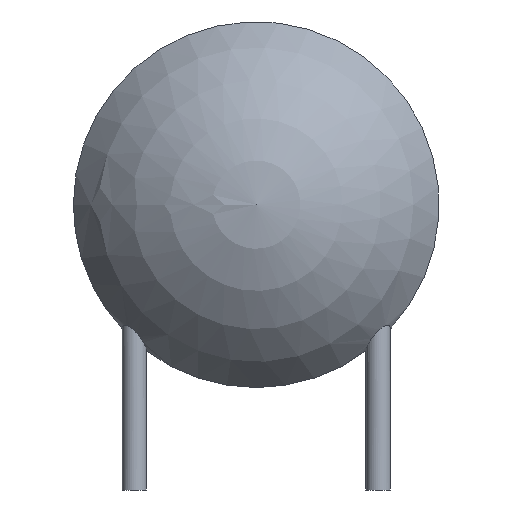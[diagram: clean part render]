
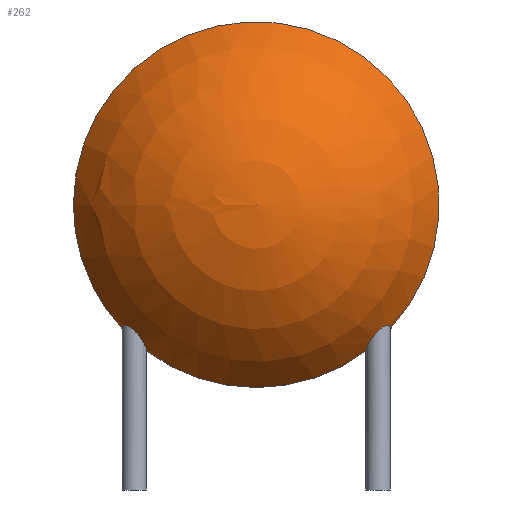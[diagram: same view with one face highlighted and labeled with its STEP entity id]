
A CAD part, front view. The second image highlights one B-rep face of the part: STEP entity #262.
In plain terms, the highlighted spherical face has radius 4.296 mm.
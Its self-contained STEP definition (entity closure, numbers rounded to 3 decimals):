
#59 = VERTEX_POINT('',#60);
#60 = CARTESIAN_POINT('',(2.25,0.,0.85));
#79 = EDGE_CURVE('',#59,#80,#82,.T.);
#80 = VERTEX_POINT('',#81);
#81 = CARTESIAN_POINT('',(2.75,0.,1.3));
#82 = B_SPLINE_CURVE_WITH_KNOTS('',7,(#83,#84,#85,#86,#87,#88,#89,#90,
#91,#92,#93,#94,#95,#96,#97,#98,#99,#100,#101,#102,#103,#104,#105,
#106,#107,#108,#109,#110,#111,#112,#113,#114,#115,#116,#117,#118,
#119,#120,#121,#122,#123,#124,#125,#126),.UNSPECIFIED.,.F.,.F.,(8,6,
6,6,6,6,6,8),(0.,0.187,0.366,0.507,
0.64,0.801,0.901,1.),.UNSPECIFIED.);
#83 = CARTESIAN_POINT('',(2.25,0.,0.85));
#84 = CARTESIAN_POINT('',(2.25,-0.017,0.862));
#85 = CARTESIAN_POINT('',(2.251,-0.034,
0.875));
#86 = CARTESIAN_POINT('',(2.254,-0.051,
0.889));
#87 = CARTESIAN_POINT('',(2.258,-0.067,
0.904));
#88 = CARTESIAN_POINT('',(2.263,-0.083,
0.92));
#89 = CARTESIAN_POINT('',(2.27,-0.098,
0.936));
#90 = CARTESIAN_POINT('',(2.284,-0.127,0.97)
);
#91 = CARTESIAN_POINT('',(2.292,-0.141,0.987)
);
#92 = CARTESIAN_POINT('',(2.302,-0.154,1.004)
);
#93 = CARTESIAN_POINT('',(2.312,-0.166,1.023)
);
#94 = CARTESIAN_POINT('',(2.324,-0.178,1.042)
);
#95 = CARTESIAN_POINT('',(2.336,-0.19,1.062)
);
#96 = CARTESIAN_POINT('',(2.361,-0.208,1.099)
);
#97 = CARTESIAN_POINT('',(2.373,-0.216,1.115)
);
#98 = CARTESIAN_POINT('',(2.386,-0.223,1.132)
);
#99 = CARTESIAN_POINT('',(2.399,-0.23,1.15)
);
#100 = CARTESIAN_POINT('',(2.414,-0.236,1.168
));
#101 = CARTESIAN_POINT('',(2.429,-0.24,1.186)
);
#102 = CARTESIAN_POINT('',(2.461,-0.248,1.222)
);
#103 = CARTESIAN_POINT('',(2.478,-0.25,1.24
));
#104 = CARTESIAN_POINT('',(2.495,-0.251,1.258)
);
#105 = CARTESIAN_POINT('',(2.514,-0.251,1.275
));
#106 = CARTESIAN_POINT('',(2.532,-0.249,1.292
));
#107 = CARTESIAN_POINT('',(2.551,-0.245,1.307)
);
#108 = CARTESIAN_POINT('',(2.592,-0.233,1.338
));
#109 = CARTESIAN_POINT('',(2.614,-0.224,1.352
));
#110 = CARTESIAN_POINT('',(2.635,-0.213,1.364)
);
#111 = CARTESIAN_POINT('',(2.654,-0.199,1.371
));
#112 = CARTESIAN_POINT('',(2.671,-0.184,1.376)
);
#113 = CARTESIAN_POINT('',(2.686,-0.168,1.377)
);
#114 = CARTESIAN_POINT('',(2.707,-0.141,1.375
));
#115 = CARTESIAN_POINT('',(2.714,-0.131,1.373
));
#116 = CARTESIAN_POINT('',(2.72,-0.119,1.371
));
#117 = CARTESIAN_POINT('',(2.726,-0.108,1.367
));
#118 = CARTESIAN_POINT('',(2.731,-0.097,
1.362));
#119 = CARTESIAN_POINT('',(2.735,-0.085,
1.357));
#120 = CARTESIAN_POINT('',(2.742,-0.063,
1.345));
#121 = CARTESIAN_POINT('',(2.745,-0.052,
1.339));
#122 = CARTESIAN_POINT('',(2.747,-0.042,
1.332));
#123 = CARTESIAN_POINT('',(2.749,-0.031,
1.325));
#124 = CARTESIAN_POINT('',(2.75,-0.021,
1.317));
#125 = CARTESIAN_POINT('',(2.75,-0.01,1.309));
#126 = CARTESIAN_POINT('',(2.75,0.,1.3));
#175 = VERTEX_POINT('',#176);
#176 = CARTESIAN_POINT('',(-3.75,0.,3.85));
#184 = EDGE_CURVE('',#80,#175,#185,.T.);
#185 = CIRCLE('',#186,3.75);
#186 = AXIS2_PLACEMENT_3D('',#187,#188,#189);
#187 = CARTESIAN_POINT('',(0.,0.,3.85));
#188 = DIRECTION('',(0.,-1.,0.));
#189 = DIRECTION('',(-1.,0.,0.));
#193 = EDGE_CURVE('',#194,#59,#196,.T.);
#194 = VERTEX_POINT('',#195);
#195 = CARTESIAN_POINT('',(-2.25,0.,0.85));
#196 = CIRCLE('',#197,3.75);
#197 = AXIS2_PLACEMENT_3D('',#198,#199,#200);
#198 = CARTESIAN_POINT('',(0.,0.,3.85));
#199 = DIRECTION('',(0.,-1.,0.));
#200 = DIRECTION('',(-1.,0.,0.));
#203 = VERTEX_POINT('',#204);
#204 = CARTESIAN_POINT('',(-2.75,0.,1.3));
#251 = EDGE_CURVE('',#175,#203,#252,.T.);
#252 = CIRCLE('',#253,3.75);
#253 = AXIS2_PLACEMENT_3D('',#254,#255,#256);
#254 = CARTESIAN_POINT('',(0.,0.,3.85));
#255 = DIRECTION('',(0.,-1.,0.));
#256 = DIRECTION('',(-1.,0.,0.));
#262 = ADVANCED_FACE('',(#263),#335,.T.);
#263 = FACE_BOUND('',#264,.T.);
#264 = EDGE_LOOP('',(#265,#274,#275,#312,#331,#332,#333,#334));
#265 = ORIENTED_EDGE('',*,*,#266,.F.);
#266 = EDGE_CURVE('',#175,#267,#269,.T.);
#267 = VERTEX_POINT('',#268);
#268 = CARTESIAN_POINT('',(0.,-2.2,3.85));
#269 = CIRCLE('',#270,4.296);
#270 = AXIS2_PLACEMENT_3D('',#271,#272,#273);
#271 = CARTESIAN_POINT('',(0.,2.096,3.85));
#272 = DIRECTION('',(0.,0.,1.));
#273 = DIRECTION('',(-0.873,-0.488,0.));
#274 = ORIENTED_EDGE('',*,*,#251,.T.);
#275 = ORIENTED_EDGE('',*,*,#276,.T.);
#276 = EDGE_CURVE('',#203,#277,#279,.T.);
#277 = VERTEX_POINT('',#278);
#278 = CARTESIAN_POINT('',(-2.5,-0.25,1.261));
#279 = B_SPLINE_CURVE_WITH_KNOTS('',7,(#280,#281,#282,#283,#284,#285,
#286,#287,#288,#289,#290,#291,#292,#293,#294,#295,#296,#297,#298,
#299,#300,#301,#302,#303,#304,#305,#306,#307,#308,#309,#310,#311),
.UNSPECIFIED.,.F.,.F.,(8,6,6,6,6,8),(0.,0.337,0.519,
0.63,0.814,1.),.UNSPECIFIED.);
#280 = CARTESIAN_POINT('',(-2.75,0.,1.3));
#281 = CARTESIAN_POINT('',(-2.75,-0.011,1.309));
#282 = CARTESIAN_POINT('',(-2.749,-0.022,
1.318));
#283 = CARTESIAN_POINT('',(-2.748,-0.033,
1.326));
#284 = CARTESIAN_POINT('',(-2.746,-0.046,
1.335));
#285 = CARTESIAN_POINT('',(-2.744,-0.059,
1.343));
#286 = CARTESIAN_POINT('',(-2.74,-0.073,
1.351));
#287 = CARTESIAN_POINT('',(-2.731,-0.096,
1.362));
#288 = CARTESIAN_POINT('',(-2.727,-0.105,
1.365));
#289 = CARTESIAN_POINT('',(-2.723,-0.114,
1.369));
#290 = CARTESIAN_POINT('',(-2.718,-0.123,
1.372));
#291 = CARTESIAN_POINT('',(-2.712,-0.134,
1.374));
#292 = CARTESIAN_POINT('',(-2.705,-0.144,
1.376));
#293 = CARTESIAN_POINT('',(-2.69,-0.162,1.377
));
#294 = CARTESIAN_POINT('',(-2.685,-0.169,1.376
));
#295 = CARTESIAN_POINT('',(-2.679,-0.175,
1.376));
#296 = CARTESIAN_POINT('',(-2.672,-0.181,
1.375));
#297 = CARTESIAN_POINT('',(-2.666,-0.187,
1.373));
#298 = CARTESIAN_POINT('',(-2.66,-0.193,1.371
));
#299 = CARTESIAN_POINT('',(-2.642,-0.206,1.365
));
#300 = CARTESIAN_POINT('',(-2.63,-0.214,
1.36));
#301 = CARTESIAN_POINT('',(-2.619,-0.221,1.354
));
#302 = CARTESIAN_POINT('',(-2.607,-0.227,
1.347));
#303 = CARTESIAN_POINT('',(-2.595,-0.232,
1.34));
#304 = CARTESIAN_POINT('',(-2.584,-0.236,
1.332));
#305 = CARTESIAN_POINT('',(-2.561,-0.243,1.315
));
#306 = CARTESIAN_POINT('',(-2.55,-0.245,1.306
));
#307 = CARTESIAN_POINT('',(-2.539,-0.247,1.297
));
#308 = CARTESIAN_POINT('',(-2.529,-0.249,
1.288));
#309 = CARTESIAN_POINT('',(-2.519,-0.25,
1.279));
#310 = CARTESIAN_POINT('',(-2.509,-0.25,1.27
));
#311 = CARTESIAN_POINT('',(-2.5,-0.25,1.261));
#312 = ORIENTED_EDGE('',*,*,#313,.T.);
#313 = EDGE_CURVE('',#277,#194,#314,.T.);
#314 = B_SPLINE_CURVE_WITH_KNOTS('',8,(#315,#316,#317,#318,#319,#320,
#321,#322,#323,#324,#325,#326,#327,#328,#329,#330),.UNSPECIFIED.,.F.
,.F.,(9,7,9),(0.,0.481,1.),.UNSPECIFIED.);
#315 = CARTESIAN_POINT('',(-2.5,-0.25,1.261));
#316 = CARTESIAN_POINT('',(-2.474,-0.25,
1.236));
#317 = CARTESIAN_POINT('',(-2.449,-0.247,
1.21));
#318 = CARTESIAN_POINT('',(-2.425,-0.241,1.183
));
#319 = CARTESIAN_POINT('',(-2.403,-0.233,
1.156));
#320 = CARTESIAN_POINT('',(-2.382,-0.223,
1.129));
#321 = CARTESIAN_POINT('',(-2.363,-0.211,
1.102));
#322 = CARTESIAN_POINT('',(-2.345,-0.197,
1.075));
#323 = CARTESIAN_POINT('',(-2.311,-0.165,1.021
));
#324 = CARTESIAN_POINT('',(-2.295,-0.147,
0.993));
#325 = CARTESIAN_POINT('',(-2.281,-0.126,
0.966));
#326 = CARTESIAN_POINT('',(-2.27,-0.104,
0.94));
#327 = CARTESIAN_POINT('',(-2.26,-0.08,
0.915));
#328 = CARTESIAN_POINT('',(-2.254,-0.055,
0.892));
#329 = CARTESIAN_POINT('',(-2.25,-0.028,0.87));
#330 = CARTESIAN_POINT('',(-2.25,0.,0.85));
#331 = ORIENTED_EDGE('',*,*,#193,.T.);
#332 = ORIENTED_EDGE('',*,*,#79,.T.);
#333 = ORIENTED_EDGE('',*,*,#184,.T.);
#334 = ORIENTED_EDGE('',*,*,#266,.T.);
#335 = SPHERICAL_SURFACE('',#336,4.296);
#336 = AXIS2_PLACEMENT_3D('',#337,#338,#339);
#337 = CARTESIAN_POINT('',(0.,2.096,3.85));
#338 = DIRECTION('',(0.,-1.,0.));
#339 = DIRECTION('',(-1.,0.,0.));
